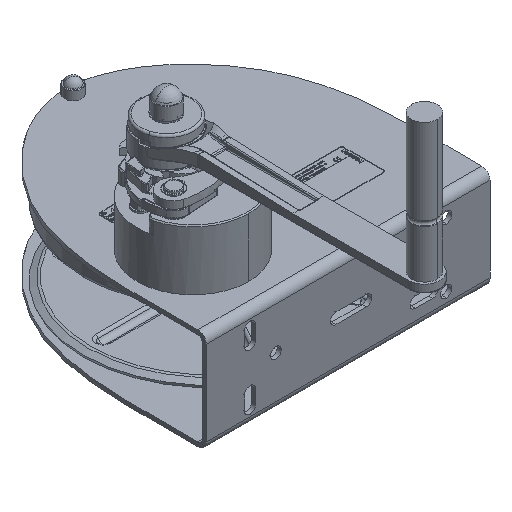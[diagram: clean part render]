
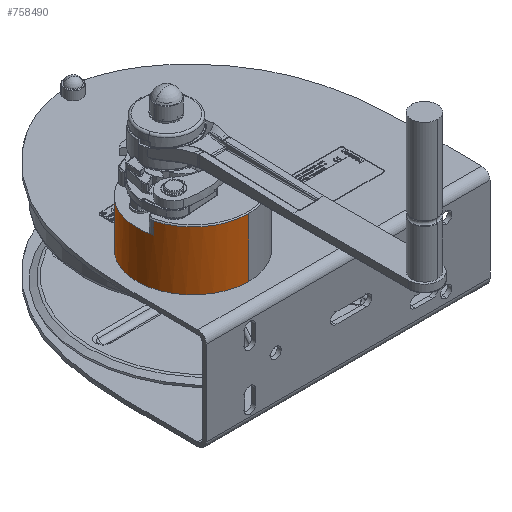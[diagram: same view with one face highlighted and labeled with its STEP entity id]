
A CAD part, isometric view. The second image highlights one B-rep face of the part: STEP entity #758490.
In plain terms, the highlighted cylindrical face has radius 54 mm (diameter 108 mm), a partial arc.
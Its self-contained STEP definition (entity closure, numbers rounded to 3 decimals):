
#242690=CARTESIAN_POINT('',(0.,-83.,-204.921));
#242700=DIRECTION('',(1.,0.,0.));
#242710=DIRECTION('',(0.,-1.,0.));
#242720=AXIS2_PLACEMENT_3D('',#242690,#242700,#242710);
#242730=CIRCLE('',#242720,54.);
#242740=CARTESIAN_POINT('',(0.,-137.,
-204.921));
#242750=VERTEX_POINT('',#242740);
#242760=CARTESIAN_POINT('',(0.,-29.,-204.921));
#242770=VERTEX_POINT('',#242760);
#242780=EDGE_CURVE('',#242750,#242770,#242730,.T.);
#602050=CARTESIAN_POINT('',(38.,-29.,-204.921));
#602060=DIRECTION('',(-1.,0.,0.));
#602070=VECTOR('',#602060,1.);
#602080=LINE('',#602050,#602070);
#602090=CARTESIAN_POINT('',(57.,-29.,-204.921));
#602100=VERTEX_POINT('',#602090);
#602110=EDGE_CURVE('',#602100,#242770,#602080,.T.);
#602130=CARTESIAN_POINT('',(57.,-83.,-204.921));
#602140=DIRECTION('',(1.,0.,0.));
#602150=DIRECTION('',(0.,1.,0.));
#602160=AXIS2_PLACEMENT_3D('',#602130,#602140,#602150);
#602170=CIRCLE('',#602160,54.);
#602470=CARTESIAN_POINT('',(57.,-83.,-204.921));
#602480=DIRECTION('',(1.,0.,0.));
#602490=DIRECTION('',(0.,1.,0.));
#602500=AXIS2_PLACEMENT_3D('',#602470,#602480,#602490);
#602510=CIRCLE('',#602500,54.);
#602520=CARTESIAN_POINT('',(57.,-137.,-204.921));
#602530=VERTEX_POINT('',#602520);
#602560=CARTESIAN_POINT('',(38.,-137.,-204.921));
#602570=DIRECTION('',(-1.,0.,0.));
#602580=VECTOR('',#602570,1.);
#602590=LINE('',#602560,#602580);
#602600=EDGE_CURVE('',#602530,#242750,#602590,.T.);
#602780=CARTESIAN_POINT('',(38.,-69.054,-257.089));
#602790=DIRECTION('',(-1.,0.,0.));
#602800=VECTOR('',#602790,1.);
#602810=LINE('',#602780,#602800);
#602820=CARTESIAN_POINT('',(57.,-69.054,-257.089));
#602830=VERTEX_POINT('',#602820);
#602840=CARTESIAN_POINT('',(45.,-69.054,-257.089));
#602850=VERTEX_POINT('',#602840);
#602860=EDGE_CURVE('',#602830,#602850,#602810,.T.);
#603320=CARTESIAN_POINT('',(45.,-131.927,-227.771));
#603330=VERTEX_POINT('',#603320);
#603460=CARTESIAN_POINT('',(45.,-83.,-204.921));
#603470=DIRECTION('',(1.,0.,0.));
#603480=DIRECTION('',(0.,-1.,0.));
#603490=AXIS2_PLACEMENT_3D('',#603460,#603470,#603480);
#603500=CIRCLE('',#603490,54.);
#603510=EDGE_CURVE('',#603330,#602850,#603500,.T.);
#603920=CARTESIAN_POINT('',(46.,-131.927,-227.771));
#603930=DIRECTION('',(-1.,0.,0.));
#603940=VECTOR('',#603930,1.);
#603950=LINE('',#603920,#603940);
#603960=CARTESIAN_POINT('',(57.,-131.927,-227.771));
#603970=VERTEX_POINT('',#603960);
#603980=EDGE_CURVE('',#603970,#603330,#603950,.T.);
#605750=EDGE_CURVE('',#602830,#602100,#602170,.T.);
#608010=EDGE_CURVE('',#602530,#603970,#602510,.T.);
#758340=CARTESIAN_POINT('',(38.,-83.,-204.921));
#758350=DIRECTION('',(-1.,0.,0.));
#758360=DIRECTION('',(0.,-1.,0.));
#758370=AXIS2_PLACEMENT_3D('',#758340,#758350,#758360);
#758380=CYLINDRICAL_SURFACE('',#758370,54.);
#758390=ORIENTED_EDGE('',*,*,#603980,.F.);
#758400=ORIENTED_EDGE('',*,*,#603510,.F.);
#758410=ORIENTED_EDGE('',*,*,#602860,.T.);
#758420=ORIENTED_EDGE('',*,*,#605750,.F.);
#758430=ORIENTED_EDGE('',*,*,#602110,.F.);
#758440=ORIENTED_EDGE('',*,*,#242780,.T.);
#758450=ORIENTED_EDGE('',*,*,#602600,.T.);
#758460=ORIENTED_EDGE('',*,*,#608010,.F.);
#758470=EDGE_LOOP('',(#758460,#758450,#758440,#758430,#758420,#758410,
#758400,#758390));
#758480=FACE_OUTER_BOUND('',#758470,.T.);
#758490=ADVANCED_FACE('',(#758480),#758380,.T.);
